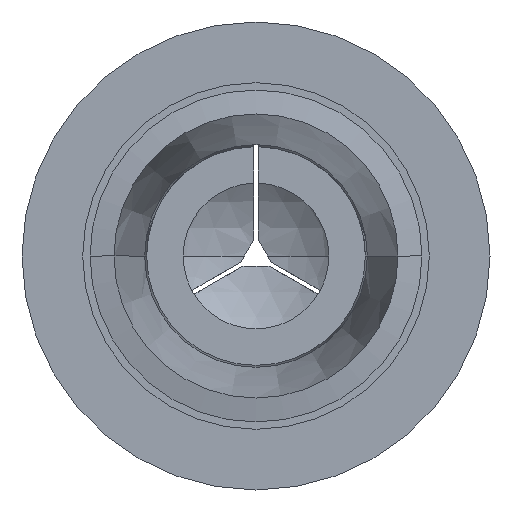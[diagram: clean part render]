
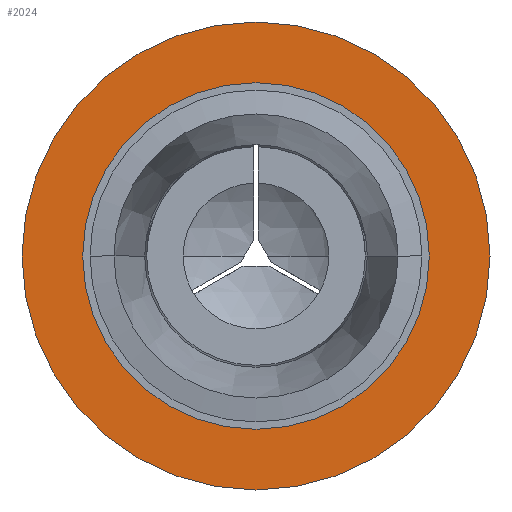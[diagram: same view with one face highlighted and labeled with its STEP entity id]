
A CAD part, front view. The second image highlights one B-rep face of the part: STEP entity #2024.
In plain terms, the highlighted planar face has unit normal (0, -1, 0).
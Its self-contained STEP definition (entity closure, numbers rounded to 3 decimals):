
#20 = AXIS2_PLACEMENT_3D ( 'NONE', #460, #213, #1176 ) ;
#116 = DIRECTION ( 'NONE',  ( 0., -1., 0. ) ) ;
#204 = CIRCLE ( 'NONE', #20, 2.89 ) ;
#213 = DIRECTION ( 'NONE',  ( 0., -1., 0. ) ) ;
#247 = DIRECTION ( 'NONE',  ( 1., 0., 0. ) ) ;
#362 = EDGE_CURVE ( 'NONE', #648, #1697, #1418, .T. ) ;
#393 = CARTESIAN_POINT ( 'NONE',  ( 2.14, -12.95, 0. ) ) ;
#460 = CARTESIAN_POINT ( 'NONE',  ( 0., -12.95, 0. ) ) ;
#490 = CARTESIAN_POINT ( 'NONE',  ( 0., -12.95, 0. ) ) ;
#648 = VERTEX_POINT ( 'NONE', #1051 ) ;
#730 = ORIENTED_EDGE ( 'NONE', *, *, #362, .T. ) ;
#741 = VERTEX_POINT ( 'NONE', #932 ) ;
#932 = CARTESIAN_POINT ( 'NONE',  ( -2.14, -12.95, 0. ) ) ;
#968 = PLANE ( 'NONE',  #1975 ) ;
#1051 = CARTESIAN_POINT ( 'NONE',  ( -2.89, -12.95, 0. ) ) ;
#1143 = FACE_OUTER_BOUND ( 'NONE', #1549, .T. ) ;
#1172 = DIRECTION ( 'NONE',  ( -1., 0., 0. ) ) ;
#1176 = DIRECTION ( 'NONE',  ( 1., 0., 0. ) ) ;
#1229 = CIRCLE ( 'NONE', #2756, 2.14 ) ;
#1257 = DIRECTION ( 'NONE',  ( 1., 0., 0. ) ) ;
#1351 = CARTESIAN_POINT ( 'NONE',  ( 0., -12.95, 0. ) ) ;
#1366 = ORIENTED_EDGE ( 'NONE', *, *, #2255, .F. ) ;
#1391 = DIRECTION ( 'NONE',  ( 0., -1., 0. ) ) ;
#1396 = ORIENTED_EDGE ( 'NONE', *, *, #1764, .F. ) ;
#1418 = CIRCLE ( 'NONE', #2326, 2.89 ) ;
#1549 = EDGE_LOOP ( 'NONE', ( #1872, #730 ) ) ;
#1557 = DIRECTION ( 'NONE',  ( 0., -1., 0. ) ) ;
#1604 = CARTESIAN_POINT ( 'NONE',  ( 2.89, -12.95, 0. ) ) ;
#1655 = CARTESIAN_POINT ( 'NONE',  ( -2.89, -12.95, 0. ) ) ;
#1697 = VERTEX_POINT ( 'NONE', #1604 ) ;
#1731 = CARTESIAN_POINT ( 'NONE',  ( 0., -12.95, 0. ) ) ;
#1764 = EDGE_CURVE ( 'NONE', #741, #1953, #2694, .T. ) ;
#1786 = AXIS2_PLACEMENT_3D ( 'NONE', #490, #1391, #247 ) ;
#1867 = DIRECTION ( 'NONE',  ( 1., 0., 0. ) ) ;
#1872 = ORIENTED_EDGE ( 'NONE', *, *, #2906, .T. ) ;
#1953 = VERTEX_POINT ( 'NONE', #393 ) ;
#1975 = AXIS2_PLACEMENT_3D ( 'NONE', #1655, #2832, #1172 ) ;
#2024 = ADVANCED_FACE ( 'NONE', ( #2467, #1143 ), #968, .F. ) ;
#2255 = EDGE_CURVE ( 'NONE', #1953, #741, #1229, .T. ) ;
#2326 = AXIS2_PLACEMENT_3D ( 'NONE', #1351, #1557, #1867 ) ;
#2467 = FACE_BOUND ( 'NONE', #2883, .T. ) ;
#2694 = CIRCLE ( 'NONE', #1786, 2.14 ) ;
#2756 = AXIS2_PLACEMENT_3D ( 'NONE', #1731, #116, #1257 ) ;
#2832 = DIRECTION ( 'NONE',  ( 0., 1., 0. ) ) ;
#2883 = EDGE_LOOP ( 'NONE', ( #1366, #1396 ) ) ;
#2906 = EDGE_CURVE ( 'NONE', #1697, #648, #204, .T. ) ;
